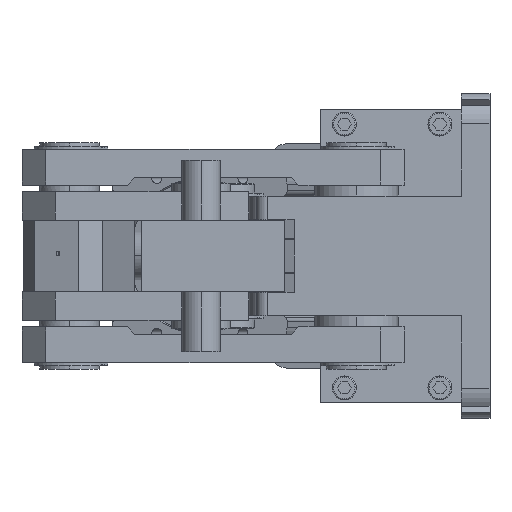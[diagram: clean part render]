
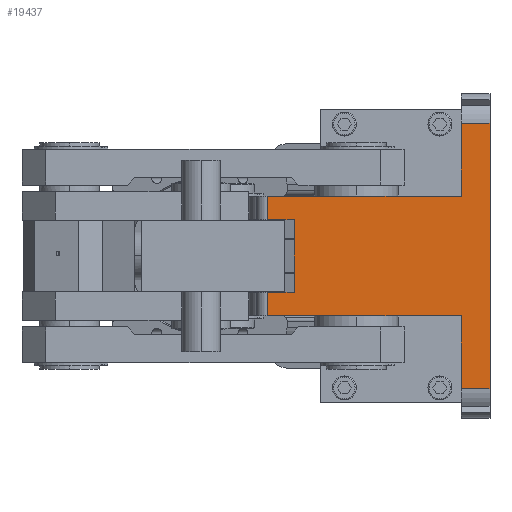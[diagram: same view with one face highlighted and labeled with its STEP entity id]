
A CAD part, left-side view. The second image highlights one B-rep face of the part: STEP entity #19437.
In plain terms, the highlighted planar face has unit normal (-1, 0, 0).
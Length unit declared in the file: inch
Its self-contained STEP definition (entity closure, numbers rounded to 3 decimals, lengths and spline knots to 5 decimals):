
#1824=DIRECTION('',(0.,1.,0.));
#1825=VECTOR('',#1824,0.44094);
#1826=CARTESIAN_POINT('',(0.,3.22835,0.59449));
#1827=LINE('',#1826,#1825);
#6023=DIRECTION('',(0.,1.,0.));
#6024=VECTOR('',#6023,3.19685);
#6025=CARTESIAN_POINT('',(0.,0.47244,0.98425));
#6026=LINE('',#6025,#6024);
#6027=DIRECTION('',(0.,0.,-1.));
#6028=VECTOR('',#6027,1.20079);
#6029=CARTESIAN_POINT('',(0.,0.47244,2.18504));
#6030=LINE('',#6029,#6028);
#6031=DIRECTION('',(0.,0.,1.));
#6032=VECTOR('',#6031,4.37008);
#6033=CARTESIAN_POINT('',(0.,0.,-2.18504));
#6034=LINE('',#6033,#6032);
#6035=DIRECTION('',(0.,0.,-1.));
#6036=VECTOR('',#6035,1.20079);
#6037=CARTESIAN_POINT('',(0.,0.47244,-0.98425));
#6038=LINE('',#6037,#6036);
#6039=DIRECTION('',(0.,1.,0.));
#6040=VECTOR('',#6039,0.44094);
#6041=CARTESIAN_POINT('',(0.,3.22835,-0.59449));
#6042=LINE('',#6041,#6040);
#6043=DIRECTION('',(0.,0.,-1.));
#6044=VECTOR('',#6043,1.18898);
#6045=CARTESIAN_POINT('',(0.,3.22835,0.59449));
#6046=LINE('',#6045,#6044);
#6051=DIRECTION('',(0.,0.,1.));
#6052=VECTOR('',#6051,0.38976);
#6053=CARTESIAN_POINT('',(0.,3.66929,0.59449));
#6054=LINE('',#6053,#6052);
#6234=DIRECTION('',(0.,1.,0.));
#6235=VECTOR('',#6234,3.19685);
#6236=CARTESIAN_POINT('',(0.,0.47244,-0.98425));
#6237=LINE('',#6236,#6235);
#6458=DIRECTION('',(0.,0.,1.));
#6459=VECTOR('',#6458,0.38976);
#6460=CARTESIAN_POINT('',(0.,3.66929,-0.98425));
#6461=LINE('',#6460,#6459);
#7082=DIRECTION('',(0.,1.,0.));
#7083=VECTOR('',#7082,0.47244);
#7084=CARTESIAN_POINT('',(0.,0.,-2.18504));
#7085=LINE('',#7084,#7083);
#7324=DIRECTION('',(0.,-1.,0.));
#7325=VECTOR('',#7324,0.47244);
#7326=CARTESIAN_POINT('',(0.,0.47244,2.18504));
#7327=LINE('',#7326,#7325);
#8729=CARTESIAN_POINT('',(0.,3.66929,0.98425));
#8730=VERTEX_POINT('',#8729);
#8731=CARTESIAN_POINT('',(0.,0.47244,0.98425));
#8732=VERTEX_POINT('',#8731);
#8777=CARTESIAN_POINT('',(0.,3.66929,-0.59449));
#8778=VERTEX_POINT('',#8777);
#8779=CARTESIAN_POINT('',(0.,3.66929,-0.98425));
#8780=VERTEX_POINT('',#8779);
#8829=CARTESIAN_POINT('',(0.,0.,2.18504));
#8830=VERTEX_POINT('',#8829);
#8831=CARTESIAN_POINT('',(0.,0.,-2.18504));
#8832=VERTEX_POINT('',#8831);
#8870=CARTESIAN_POINT('',(0.,0.47244,-2.18504));
#8872=VERTEX_POINT('',#8870);
#8917=CARTESIAN_POINT('',(0.,0.47244,2.18504));
#8918=VERTEX_POINT('',#8917);
#8933=CARTESIAN_POINT('',(0.,3.66929,0.59449));
#8934=VERTEX_POINT('',#8933);
#8935=CARTESIAN_POINT('',(0.,3.22835,0.59449));
#8936=VERTEX_POINT('',#8935);
#8937=CARTESIAN_POINT('',(0.,3.22835,-0.59449));
#8938=VERTEX_POINT('',#8937);
#8939=CARTESIAN_POINT('',(0.,0.47244,-0.98425));
#8940=VERTEX_POINT('',#8939);
#19410=CARTESIAN_POINT('',(0.,3.66929,2.67717));
#19411=DIRECTION('',(1.,0.,0.));
#19412=DIRECTION('',(0.,0.,-1.));
#19413=AXIS2_PLACEMENT_3D('',#19410,#19411,#19412);
#19414=PLANE('',#19413);
#19416=ORIENTED_EDGE('',*,*,#19415,.T.);
#19417=ORIENTED_EDGE('',*,*,#11067,.F.);
#19419=ORIENTED_EDGE('',*,*,#19418,.F.);
#19421=ORIENTED_EDGE('',*,*,#19420,.T.);
#19423=ORIENTED_EDGE('',*,*,#19422,.F.);
#19425=ORIENTED_EDGE('',*,*,#19424,.T.);
#19427=ORIENTED_EDGE('',*,*,#19426,.F.);
#19429=ORIENTED_EDGE('',*,*,#19428,.T.);
#19431=ORIENTED_EDGE('',*,*,#19430,.T.);
#19432=ORIENTED_EDGE('',*,*,#19376,.F.);
#19433=ORIENTED_EDGE('',*,*,#19404,.F.);
#19434=ORIENTED_EDGE('',*,*,#12298,.T.);
#19435=EDGE_LOOP('',(#19416,#19417,#19419,#19421,#19423,#19425,#19427,#19429,
#19431,#19432,#19433,#19434));
#19436=FACE_OUTER_BOUND('',#19435,.F.);
#11067=EDGE_CURVE('',#8732,#8730,#6026,.T.);
#12298=EDGE_CURVE('',#8936,#8934,#1827,.T.);
#19376=EDGE_CURVE('',#8938,#8778,#6042,.T.);
#19404=EDGE_CURVE('',#8936,#8938,#6046,.T.);
#19415=EDGE_CURVE('',#8934,#8730,#6054,.T.);
#19418=EDGE_CURVE('',#8918,#8732,#6030,.T.);
#19420=EDGE_CURVE('',#8918,#8830,#7327,.T.);
#19422=EDGE_CURVE('',#8832,#8830,#6034,.T.);
#19424=EDGE_CURVE('',#8832,#8872,#7085,.T.);
#19426=EDGE_CURVE('',#8940,#8872,#6038,.T.);
#19428=EDGE_CURVE('',#8940,#8780,#6237,.T.);
#19430=EDGE_CURVE('',#8780,#8778,#6461,.T.);
#19437=ADVANCED_FACE('',(#19436),#19414,.F.);
